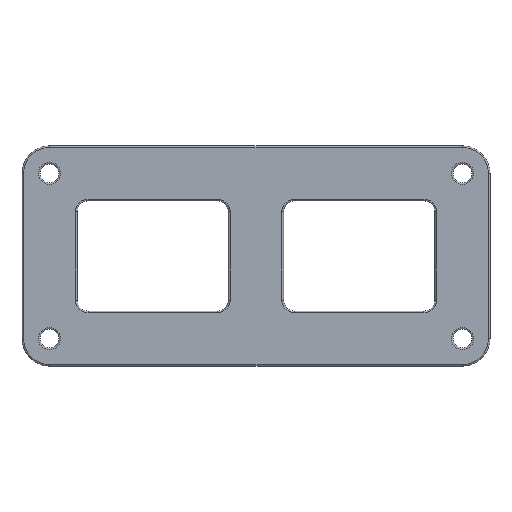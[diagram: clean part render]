
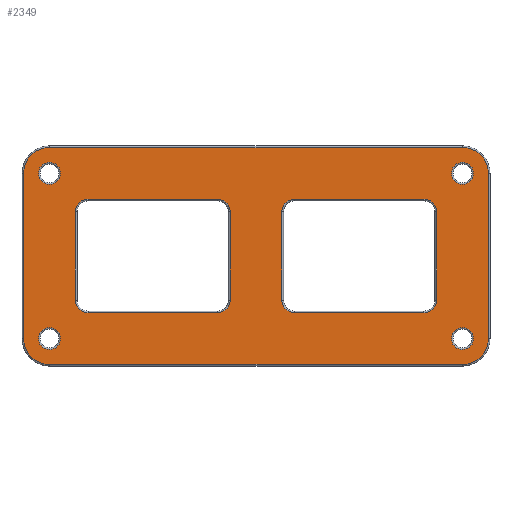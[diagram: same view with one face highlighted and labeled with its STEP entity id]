
A CAD part, top view. The second image highlights one B-rep face of the part: STEP entity #2349.
In plain terms, the highlighted planar face has unit normal (0, 0, 1).
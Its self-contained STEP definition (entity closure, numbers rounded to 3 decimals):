
#21=FACE_BOUND('',#603,.T.);
#22=FACE_BOUND('',#604,.T.);
#23=FACE_BOUND('',#605,.T.);
#24=FACE_BOUND('',#606,.T.);
#25=FACE_BOUND('',#607,.T.);
#26=FACE_BOUND('',#608,.T.);
#31=PLANE('',#2545);
#72=LINE('',#3877,#220);
#73=LINE('',#3881,#221);
#74=LINE('',#3885,#222);
#75=LINE('',#3889,#223);
#76=LINE('',#3899,#224);
#77=LINE('',#3903,#225);
#78=LINE('',#3907,#226);
#79=LINE('',#3910,#227);
#80=LINE('',#3915,#228);
#81=LINE('',#3919,#229);
#82=LINE('',#3923,#230);
#83=LINE('',#3926,#231);
#220=VECTOR('',#2965,10.);
#221=VECTOR('',#2968,10.);
#222=VECTOR('',#2971,10.);
#223=VECTOR('',#2974,10.);
#224=VECTOR('',#2983,10.);
#225=VECTOR('',#2986,10.);
#226=VECTOR('',#2989,10.);
#227=VECTOR('',#2992,10.);
#228=VECTOR('',#2995,10.);
#229=VECTOR('',#2998,10.);
#230=VECTOR('',#3001,10.);
#231=VECTOR('',#3004,10.);
#435=FACE_OUTER_BOUND('',#602,.T.);
#602=EDGE_LOOP('',(#1599,#1600,#1601,#1602,#1603,#1604,#1605,#1606));
#603=EDGE_LOOP('',(#1607));
#604=EDGE_LOOP('',(#1608));
#605=EDGE_LOOP('',(#1609,#1610,#1611,#1612,#1613,#1614,#1615,#1616));
#606=EDGE_LOOP('',(#1617,#1618,#1619,#1620,#1621,#1622,#1623,#1624));
#607=EDGE_LOOP('',(#1625));
#608=EDGE_LOOP('',(#1626));
#787=CIRCLE('',#2543,2.);
#789=CIRCLE('',#2546,4.7);
#790=CIRCLE('',#2547,4.7);
#791=CIRCLE('',#2548,4.7);
#792=CIRCLE('',#2549,4.7);
#793=CIRCLE('',#2550,2.);
#794=CIRCLE('',#2551,2.);
#795=CIRCLE('',#2552,2.3);
#796=CIRCLE('',#2553,2.3);
#797=CIRCLE('',#2554,2.3);
#798=CIRCLE('',#2555,2.3);
#799=CIRCLE('',#2556,2.3);
#800=CIRCLE('',#2557,2.3);
#801=CIRCLE('',#2558,2.3);
#802=CIRCLE('',#2559,2.3);
#803=CIRCLE('',#2560,2.);
#1015=VERTEX_POINT('',#3871);
#1016=VERTEX_POINT('',#3875);
#1017=VERTEX_POINT('',#3876);
#1018=VERTEX_POINT('',#3878);
#1019=VERTEX_POINT('',#3880);
#1020=VERTEX_POINT('',#3882);
#1021=VERTEX_POINT('',#3884);
#1022=VERTEX_POINT('',#3886);
#1023=VERTEX_POINT('',#3888);
#1024=VERTEX_POINT('',#3891);
#1025=VERTEX_POINT('',#3893);
#1026=VERTEX_POINT('',#3895);
#1027=VERTEX_POINT('',#3896);
#1028=VERTEX_POINT('',#3898);
#1029=VERTEX_POINT('',#3900);
#1030=VERTEX_POINT('',#3902);
#1031=VERTEX_POINT('',#3904);
#1032=VERTEX_POINT('',#3906);
#1033=VERTEX_POINT('',#3908);
#1034=VERTEX_POINT('',#3911);
#1035=VERTEX_POINT('',#3912);
#1036=VERTEX_POINT('',#3914);
#1037=VERTEX_POINT('',#3916);
#1038=VERTEX_POINT('',#3918);
#1039=VERTEX_POINT('',#3920);
#1040=VERTEX_POINT('',#3922);
#1041=VERTEX_POINT('',#3924);
#1042=VERTEX_POINT('',#3927);
#1226=EDGE_CURVE('',#1015,#1015,#787,.T.);
#1228=EDGE_CURVE('',#1016,#1017,#72,.T.);
#1229=EDGE_CURVE('',#1018,#1016,#789,.T.);
#1230=EDGE_CURVE('',#1019,#1018,#73,.T.);
#1231=EDGE_CURVE('',#1020,#1019,#790,.T.);
#1232=EDGE_CURVE('',#1021,#1020,#74,.T.);
#1233=EDGE_CURVE('',#1022,#1021,#791,.T.);
#1234=EDGE_CURVE('',#1023,#1022,#75,.T.);
#1235=EDGE_CURVE('',#1017,#1023,#792,.T.);
#1236=EDGE_CURVE('',#1024,#1024,#793,.T.);
#1237=EDGE_CURVE('',#1025,#1025,#794,.T.);
#1238=EDGE_CURVE('',#1026,#1027,#795,.T.);
#1239=EDGE_CURVE('',#1028,#1026,#76,.T.);
#1240=EDGE_CURVE('',#1029,#1028,#796,.T.);
#1241=EDGE_CURVE('',#1030,#1029,#77,.T.);
#1242=EDGE_CURVE('',#1031,#1030,#797,.T.);
#1243=EDGE_CURVE('',#1032,#1031,#78,.T.);
#1244=EDGE_CURVE('',#1033,#1032,#798,.T.);
#1245=EDGE_CURVE('',#1027,#1033,#79,.T.);
#1246=EDGE_CURVE('',#1034,#1035,#799,.T.);
#1247=EDGE_CURVE('',#1036,#1034,#80,.T.);
#1248=EDGE_CURVE('',#1037,#1036,#800,.T.);
#1249=EDGE_CURVE('',#1038,#1037,#81,.T.);
#1250=EDGE_CURVE('',#1039,#1038,#801,.T.);
#1251=EDGE_CURVE('',#1040,#1039,#82,.T.);
#1252=EDGE_CURVE('',#1041,#1040,#802,.T.);
#1253=EDGE_CURVE('',#1035,#1041,#83,.T.);
#1254=EDGE_CURVE('',#1042,#1042,#803,.T.);
#1599=ORIENTED_EDGE('',*,*,#1228,.F.);
#1600=ORIENTED_EDGE('',*,*,#1229,.F.);
#1601=ORIENTED_EDGE('',*,*,#1230,.F.);
#1602=ORIENTED_EDGE('',*,*,#1231,.F.);
#1603=ORIENTED_EDGE('',*,*,#1232,.F.);
#1604=ORIENTED_EDGE('',*,*,#1233,.F.);
#1605=ORIENTED_EDGE('',*,*,#1234,.F.);
#1606=ORIENTED_EDGE('',*,*,#1235,.F.);
#1607=ORIENTED_EDGE('',*,*,#1236,.F.);
#1608=ORIENTED_EDGE('',*,*,#1237,.F.);
#1609=ORIENTED_EDGE('',*,*,#1238,.F.);
#1610=ORIENTED_EDGE('',*,*,#1239,.F.);
#1611=ORIENTED_EDGE('',*,*,#1240,.F.);
#1612=ORIENTED_EDGE('',*,*,#1241,.F.);
#1613=ORIENTED_EDGE('',*,*,#1242,.F.);
#1614=ORIENTED_EDGE('',*,*,#1243,.F.);
#1615=ORIENTED_EDGE('',*,*,#1244,.F.);
#1616=ORIENTED_EDGE('',*,*,#1245,.F.);
#1617=ORIENTED_EDGE('',*,*,#1246,.F.);
#1618=ORIENTED_EDGE('',*,*,#1247,.F.);
#1619=ORIENTED_EDGE('',*,*,#1248,.F.);
#1620=ORIENTED_EDGE('',*,*,#1249,.F.);
#1621=ORIENTED_EDGE('',*,*,#1250,.F.);
#1622=ORIENTED_EDGE('',*,*,#1251,.F.);
#1623=ORIENTED_EDGE('',*,*,#1252,.F.);
#1624=ORIENTED_EDGE('',*,*,#1253,.F.);
#1625=ORIENTED_EDGE('',*,*,#1254,.F.);
#1626=ORIENTED_EDGE('',*,*,#1226,.F.);
#2349=ADVANCED_FACE('',(#435,#21,#22,#23,#24,#25,#26),#31,.T.);
#2543=AXIS2_PLACEMENT_3D('',#3872,#2959,#2960);
#2545=AXIS2_PLACEMENT_3D('',#3874,#2963,#2964);
#2546=AXIS2_PLACEMENT_3D('',#3879,#2966,#2967);
#2547=AXIS2_PLACEMENT_3D('',#3883,#2969,#2970);
#2548=AXIS2_PLACEMENT_3D('',#3887,#2972,#2973);
#2549=AXIS2_PLACEMENT_3D('',#3890,#2975,#2976);
#2550=AXIS2_PLACEMENT_3D('',#3892,#2977,#2978);
#2551=AXIS2_PLACEMENT_3D('',#3894,#2979,#2980);
#2552=AXIS2_PLACEMENT_3D('',#3897,#2981,#2982);
#2553=AXIS2_PLACEMENT_3D('',#3901,#2984,#2985);
#2554=AXIS2_PLACEMENT_3D('',#3905,#2987,#2988);
#2555=AXIS2_PLACEMENT_3D('',#3909,#2990,#2991);
#2556=AXIS2_PLACEMENT_3D('',#3913,#2993,#2994);
#2557=AXIS2_PLACEMENT_3D('',#3917,#2996,#2997);
#2558=AXIS2_PLACEMENT_3D('',#3921,#2999,#3000);
#2559=AXIS2_PLACEMENT_3D('',#3925,#3002,#3003);
#2560=AXIS2_PLACEMENT_3D('',#3928,#3005,#3006);
#2959=DIRECTION('center_axis',(0.,0.,
1.));
#2960=DIRECTION('ref_axis',(-1.,0.,0.));
#2963=DIRECTION('center_axis',(0.,0.,
1.));
#2964=DIRECTION('ref_axis',(-1.,0.,0.));
#2965=DIRECTION('',(-1.,0.,0.));
#2966=DIRECTION('center_axis',(0.,0.,
-1.));
#2967=DIRECTION('ref_axis',(0.707,-0.707,0.));
#2968=DIRECTION('',(0.,-1.,0.));
#2969=DIRECTION('center_axis',(0.,0.,
-1.));
#2970=DIRECTION('ref_axis',(0.707,0.707,0.));
#2971=DIRECTION('',(1.,0.,0.));
#2972=DIRECTION('center_axis',(0.,0.,
-1.));
#2973=DIRECTION('ref_axis',(-0.707,0.707,0.));
#2974=DIRECTION('',(0.,1.,0.));
#2975=DIRECTION('center_axis',(0.,0.,
-1.));
#2976=DIRECTION('ref_axis',(-0.707,-0.707,0.));
#2977=DIRECTION('center_axis',(0.,0.,
1.));
#2978=DIRECTION('ref_axis',(-1.,0.,0.));
#2979=DIRECTION('center_axis',(0.,0.,
1.));
#2980=DIRECTION('ref_axis',(-1.,0.,0.));
#2981=DIRECTION('center_axis',(0.,0.,
1.));
#2982=DIRECTION('ref_axis',(-0.707,-0.707,0.));
#2983=DIRECTION('',(0.,-1.,0.));
#2984=DIRECTION('center_axis',(0.,0.,
1.));
#2985=DIRECTION('ref_axis',(-0.707,0.707,0.));
#2986=DIRECTION('',(-1.,0.,0.));
#2987=DIRECTION('center_axis',(0.,0.,
1.));
#2988=DIRECTION('ref_axis',(0.707,0.707,0.));
#2989=DIRECTION('',(0.,1.,0.));
#2990=DIRECTION('center_axis',(0.,0.,
1.));
#2991=DIRECTION('ref_axis',(0.707,-0.707,0.));
#2992=DIRECTION('',(1.,0.,0.));
#2993=DIRECTION('center_axis',(0.,0.,
1.));
#2994=DIRECTION('ref_axis',(-0.707,-0.707,0.));
#2995=DIRECTION('',(0.,-1.,0.));
#2996=DIRECTION('center_axis',(0.,0.,
1.));
#2997=DIRECTION('ref_axis',(-0.707,0.707,0.));
#2998=DIRECTION('',(-1.,0.,0.));
#2999=DIRECTION('center_axis',(0.,0.,
1.));
#3000=DIRECTION('ref_axis',(0.707,0.707,0.));
#3001=DIRECTION('',(0.,1.,0.));
#3002=DIRECTION('center_axis',(0.,0.,
1.));
#3003=DIRECTION('ref_axis',(0.707,-0.707,0.));
#3004=DIRECTION('',(1.,0.,0.));
#3005=DIRECTION('center_axis',(0.,0.,
1.));
#3006=DIRECTION('ref_axis',(-1.,0.,0.));
#3871=CARTESIAN_POINT('',(-35.5,-48.5,29.25));
#3872=CARTESIAN_POINT('Origin',(-37.5,-48.5,29.25));
#3874=CARTESIAN_POINT('Origin',(0.,-33.5,29.25));
#3875=CARTESIAN_POINT('',(37.5,-53.2,29.25));
#3876=CARTESIAN_POINT('',(-37.5,-53.2,29.25));
#3877=CARTESIAN_POINT('',(-18.75,-53.2,29.25));
#3878=CARTESIAN_POINT('',(42.2,-48.5,29.25));
#3879=CARTESIAN_POINT('Origin',(37.5,-48.5,29.25));
#3880=CARTESIAN_POINT('',(42.2,-18.5,29.25));
#3881=CARTESIAN_POINT('',(42.2,-41.,29.25));
#3882=CARTESIAN_POINT('',(37.5,-13.8,29.25));
#3883=CARTESIAN_POINT('Origin',(37.5,-18.5,29.25));
#3884=CARTESIAN_POINT('',(-37.5,-13.8,29.25));
#3885=CARTESIAN_POINT('',(18.75,-13.8,29.25));
#3886=CARTESIAN_POINT('',(-42.2,-18.5,29.25));
#3887=CARTESIAN_POINT('Origin',(-37.5,-18.5,29.25));
#3888=CARTESIAN_POINT('',(-42.2,-48.5,29.25));
#3889=CARTESIAN_POINT('',(-42.2,-26.,29.25));
#3890=CARTESIAN_POINT('Origin',(-37.5,-48.5,29.25));
#3891=CARTESIAN_POINT('',(-35.5,-18.5,29.25));
#3892=CARTESIAN_POINT('Origin',(-37.5,-18.5,29.25));
#3893=CARTESIAN_POINT('',(39.5,-48.5,29.25));
#3894=CARTESIAN_POINT('Origin',(37.5,-48.5,29.25));
#3895=CARTESIAN_POINT('',(-32.8,-41.5,29.25));
#3896=CARTESIAN_POINT('',(-30.5,-43.8,29.25));
#3897=CARTESIAN_POINT('Origin',(-30.5,-41.5,29.25));
#3898=CARTESIAN_POINT('',(-32.8,-25.5,29.25));
#3899=CARTESIAN_POINT('',(-32.8,-38.5,29.25));
#3900=CARTESIAN_POINT('',(-30.5,-23.2,29.25));
#3901=CARTESIAN_POINT('Origin',(-30.5,-25.5,29.25));
#3902=CARTESIAN_POINT('',(-7.,-23.2,29.25));
#3903=CARTESIAN_POINT('',(-16.25,-23.2,29.25));
#3904=CARTESIAN_POINT('',(-4.7,-25.5,29.25));
#3905=CARTESIAN_POINT('Origin',(-7.,-25.5,29.25));
#3906=CARTESIAN_POINT('',(-4.7,-41.5,29.25));
#3907=CARTESIAN_POINT('',(-4.7,-28.5,29.25));
#3908=CARTESIAN_POINT('',(-7.,-43.8,29.25));
#3909=CARTESIAN_POINT('Origin',(-7.,-41.5,29.25));
#3910=CARTESIAN_POINT('',(-2.5,-43.8,29.25));
#3911=CARTESIAN_POINT('',(4.7,-41.5,29.25));
#3912=CARTESIAN_POINT('',(7.,-43.8,29.25));
#3913=CARTESIAN_POINT('Origin',(7.,-41.5,29.25));
#3914=CARTESIAN_POINT('',(4.7,-25.5,29.25));
#3915=CARTESIAN_POINT('',(4.7,-38.5,29.25));
#3916=CARTESIAN_POINT('',(7.,-23.2,29.25));
#3917=CARTESIAN_POINT('Origin',(7.,-25.5,29.25));
#3918=CARTESIAN_POINT('',(30.5,-23.2,29.25));
#3919=CARTESIAN_POINT('',(2.5,-23.2,29.25));
#3920=CARTESIAN_POINT('',(32.8,-25.5,29.25));
#3921=CARTESIAN_POINT('Origin',(30.5,-25.5,29.25));
#3922=CARTESIAN_POINT('',(32.8,-41.5,29.25));
#3923=CARTESIAN_POINT('',(32.8,-28.5,29.25));
#3924=CARTESIAN_POINT('',(30.5,-43.8,29.25));
#3925=CARTESIAN_POINT('Origin',(30.5,-41.5,29.25));
#3926=CARTESIAN_POINT('',(16.25,-43.8,29.25));
#3927=CARTESIAN_POINT('',(39.5,-18.5,29.25));
#3928=CARTESIAN_POINT('Origin',(37.5,-18.5,29.25));
